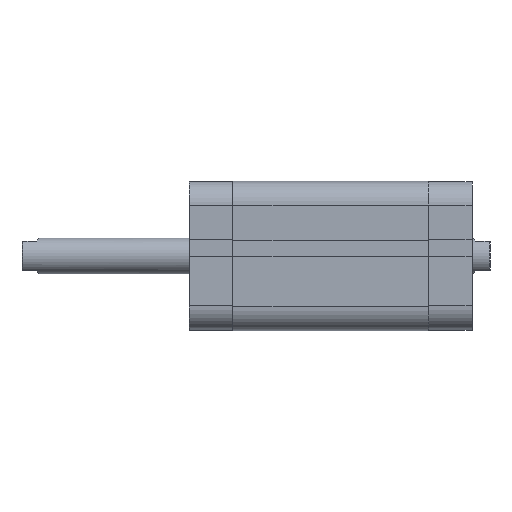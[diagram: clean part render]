
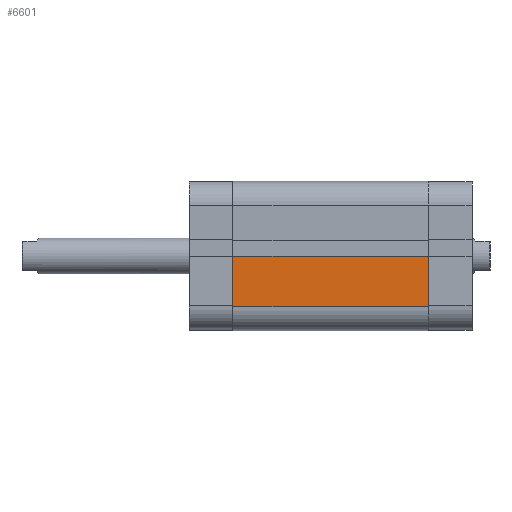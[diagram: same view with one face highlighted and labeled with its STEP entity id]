
A CAD part, top view. The second image highlights one B-rep face of the part: STEP entity #6601.
In plain terms, the highlighted face is planar.
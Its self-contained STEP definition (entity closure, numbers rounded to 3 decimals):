
#275 = VERTEX_POINT ( 'NONE', #439 ) ;
#276 = VERTEX_POINT ( 'NONE', #440 ) ;
#284 = VERTEX_POINT ( 'NONE', #448 ) ;
#288 = VERTEX_POINT ( 'NONE', #452 ) ;
#439 = CARTESIAN_POINT ( 'NONE',  ( 0.1, -25., 65.5 ) ) ;
#440 = CARTESIAN_POINT ( 'NONE',  ( 0.1, -25., 0. ) ) ;
#448 = CARTESIAN_POINT ( 'NONE',  ( 17., -25., 0. ) ) ;
#452 = CARTESIAN_POINT ( 'NONE',  ( 17., -25., 65.5 ) ) ;
#1136 = CARTESIAN_POINT ( 'NONE',  ( 17., -25., 65.5 ) ) ;
#1137 = DIRECTION ( 'NONE',  ( 0., 0., -1. ) ) ;
#1277 = CARTESIAN_POINT ( 'NONE',  ( 0., -25., 65.5 ) ) ;
#1278 = DIRECTION ( 'NONE',  ( 1., 0., 0. ) ) ;
#1284 = CARTESIAN_POINT ( 'NONE',  ( 0.1, -25., 65.5 ) ) ;
#1285 = DIRECTION ( 'NONE',  ( 0., 0., -1. ) ) ;
#1294 = CARTESIAN_POINT ( 'NONE',  ( 0., -25., 0. ) ) ;
#1295 = DIRECTION ( 'NONE',  ( 1., 0., 0. ) ) ;
#1834 = LINE ( 'NONE', #1136, #1835 ) ;
#1835 = VECTOR ( 'NONE', #1137, 1000. ) ;
#1944 = LINE ( 'NONE', #1277, #1945 ) ;
#1945 = VECTOR ( 'NONE', #1278, 1000. ) ;
#1950 = LINE ( 'NONE', #1284, #1951 ) ;
#1951 = VECTOR ( 'NONE', #1285, 1000. ) ;
#1958 = LINE ( 'NONE', #1294, #1959 ) ;
#1959 = VECTOR ( 'NONE', #1295, 1000. ) ;
#3735 = PLANE ( 'NONE',  #4094 ) ;
#3738 = CARTESIAN_POINT ( 'NONE',  ( 0., -25., 65.5 ) ) ;
#3744 = DIRECTION ( 'NONE',  ( 0., 1., 0. ) ) ;
#3745 = DIRECTION ( 'NONE',  ( -1., 0., 0. ) ) ;
#3978 = FACE_OUTER_BOUND ( 'NONE', #5340, .T. ) ;
#4094 = AXIS2_PLACEMENT_3D ( 'NONE', #3738, #3744, #3745 ) ;
#5340 = EDGE_LOOP ( 'NONE', ( #7086, #6977, #7077, #6959 ) ) ;
#5752 = EDGE_CURVE ( 'NONE', #288, #284, #1834, .T. ) ;
#5815 = EDGE_CURVE ( 'NONE', #275, #288, #1944, .T. ) ;
#5818 = EDGE_CURVE ( 'NONE', #275, #276, #1950, .T. ) ;
#5822 = EDGE_CURVE ( 'NONE', #276, #284, #1958, .T. ) ;
#6601 = ADVANCED_FACE ( 'NONE', ( #3978 ), #3735, .F. ) ;
#6959 = ORIENTED_EDGE ( 'NONE', *, *, #5818, .T. ) ;
#6977 = ORIENTED_EDGE ( 'NONE', *, *, #5752, .F. ) ;
#7077 = ORIENTED_EDGE ( 'NONE', *, *, #5815, .F. ) ;
#7086 = ORIENTED_EDGE ( 'NONE', *, *, #5822, .T. ) ;
